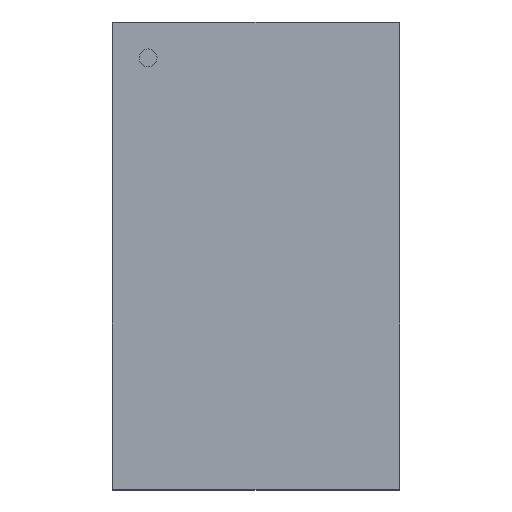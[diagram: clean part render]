
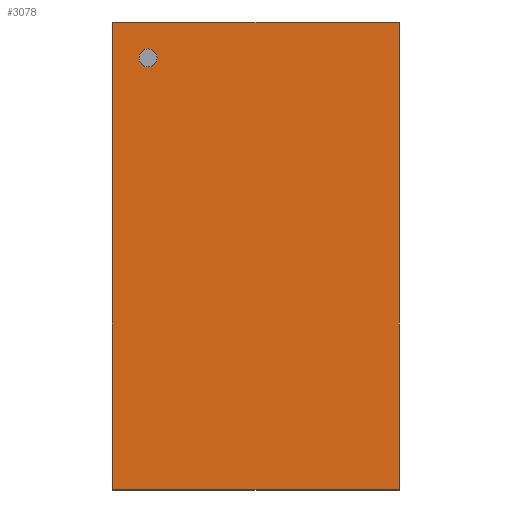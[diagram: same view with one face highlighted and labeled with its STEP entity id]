
A CAD part, top view. The second image highlights one B-rep face of the part: STEP entity #3078.
In plain terms, the highlighted planar face has unit normal (0, 0, 1).
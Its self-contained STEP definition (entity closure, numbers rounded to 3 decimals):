
#14=FACE_BOUND('',#1010,.T.);
#511=CIRCLE('',#3583,0.25);
#805=FACE_OUTER_BOUND('',#1009,.T.);
#1009=EDGE_LOOP('',(#2750,#2751,#2752,#2753));
#1010=EDGE_LOOP('',(#2754));
#1210=LINE('',#5553,#1330);
#1216=LINE('',#5582,#1336);
#1218=LINE('',#5585,#1338);
#1220=LINE('',#5588,#1340);
#1330=VECTOR('',#4629,10.);
#1336=VECTOR('',#4661,10.);
#1338=VECTOR('',#4665,10.);
#1340=VECTOR('',#4669,10.);
#1624=VERTEX_POINT('',#5528);
#1629=VERTEX_POINT('',#5541);
#1634=VERTEX_POINT('',#5557);
#1639=VERTEX_POINT('',#5570);
#1643=VERTEX_POINT('',#5595);
#2026=EDGE_CURVE('',#1624,#1629,#1210,.T.);
#2040=EDGE_CURVE('',#1629,#1639,#1216,.T.);
#2042=EDGE_CURVE('',#1639,#1634,#1218,.T.);
#2044=EDGE_CURVE('',#1634,#1624,#1220,.T.);
#2048=EDGE_CURVE('',#1643,#1643,#511,.T.);
#2750=ORIENTED_EDGE('',*,*,#2026,.F.);
#2751=ORIENTED_EDGE('',*,*,#2044,.F.);
#2752=ORIENTED_EDGE('',*,*,#2042,.F.);
#2753=ORIENTED_EDGE('',*,*,#2040,.F.);
#2754=ORIENTED_EDGE('',*,*,#2048,.T.);
#2875=PLANE('',#3582);
#3078=ADVANCED_FACE('',(#805,#14),#2875,.T.);
#3582=AXIS2_PLACEMENT_3D('',#5594,#4677,#4678);
#3583=AXIS2_PLACEMENT_3D('',#5596,#4679,#4680);
#4629=DIRECTION('',(1.,0.,0.));
#4661=DIRECTION('',(0.,-1.,0.));
#4665=DIRECTION('',(-1.,0.,0.));
#4669=DIRECTION('',(0.,1.,0.));
#4677=DIRECTION('center_axis',(0.,0.,1.));
#4678=DIRECTION('ref_axis',(1.,0.,0.));
#4679=DIRECTION('center_axis',(0.,0.,-1.));
#4680=DIRECTION('ref_axis',(-1.,0.,0.));
#5528=CARTESIAN_POINT('',(-3.975,6.475,1.));
#5541=CARTESIAN_POINT('',(3.975,6.475,1.));
#5553=CARTESIAN_POINT('',(2.,6.475,1.));
#5557=CARTESIAN_POINT('',(-3.975,-6.475,1.));
#5570=CARTESIAN_POINT('',(3.975,-6.475,1.));
#5582=CARTESIAN_POINT('',(3.975,-3.25,1.));
#5585=CARTESIAN_POINT('',(-2.,-6.475,1.));
#5588=CARTESIAN_POINT('',(-3.975,3.25,1.));
#5594=CARTESIAN_POINT('Origin',(0.,0.,1.));
#5595=CARTESIAN_POINT('',(-2.75,5.5,1.));
#5596=CARTESIAN_POINT('Origin',(-3.,5.5,1.));
